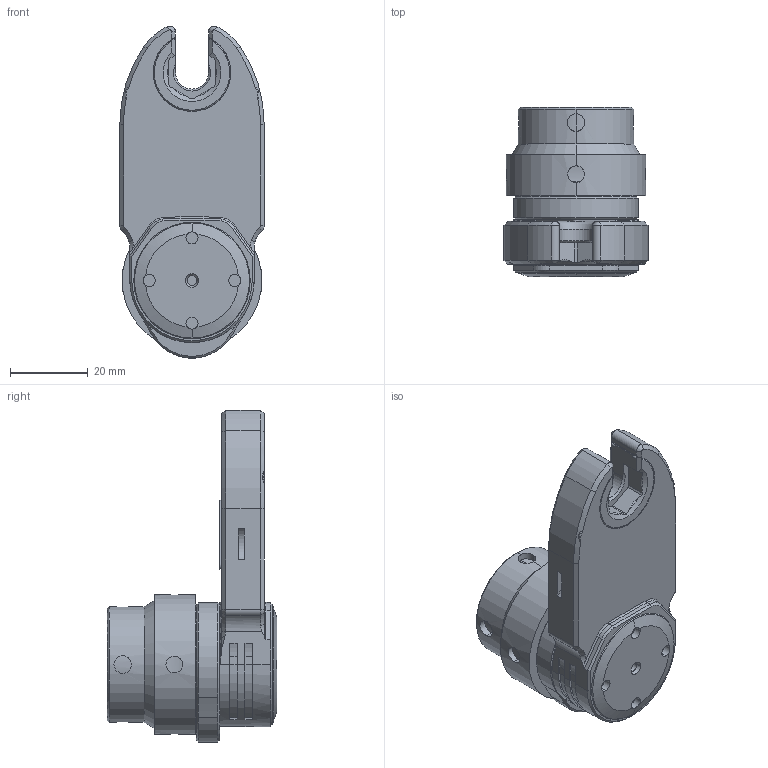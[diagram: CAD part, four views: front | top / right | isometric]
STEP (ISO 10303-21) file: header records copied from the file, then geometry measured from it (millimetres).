
FILE_DESCRIPTION((''),'2;1');
FILE_NAME('3513001496_SW0001','2022-12-01T11:21:38',('INEdipo'),(''),'CREO PARAMETRIC BY PTC INC, 2020281','CREO PARAMETRIC BY PTC INC, 2020281','');
FILE_SCHEMA(('CONFIG_CONTROL_DESIGN'));
Length unit declared in the file: inch
Products named in the file (1): 3513001496_SW0001
Bounding box: 37.2 x 43.7 x 85.51 mm (x, y, z)
Volume: 53633.8 mm3; surface area: 14811.7 mm2
Topology: 2 solids, 2 shells, 288 faces, 758 edges, 480 vertices
Faces by surface type: plane 108, cylinder 96, cone 71, torus 13
Entity records: 17694 total; most frequent: CARTESIAN_POINT 10581, ORIENTED_EDGE 1516, DIRECTION 1457, EDGE_CURVE 758, AXIS2_PLACEMENT_3D 547, VERTEX_POINT 480, VECTOR 363, LINE 363
